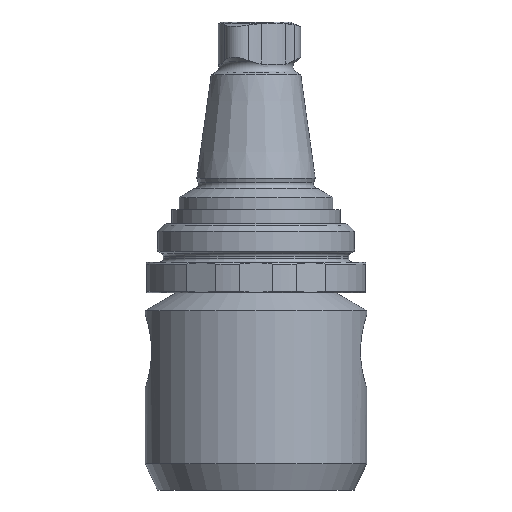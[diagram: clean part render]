
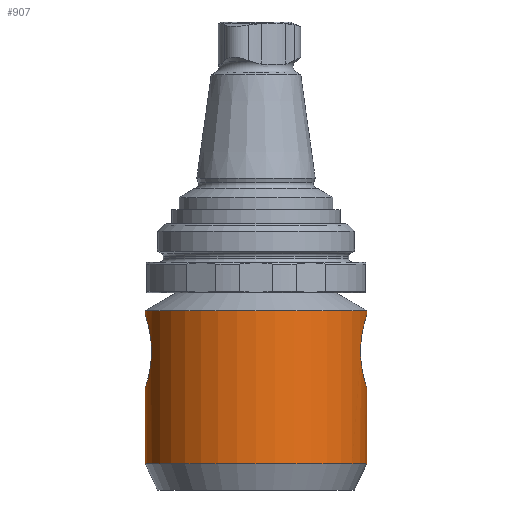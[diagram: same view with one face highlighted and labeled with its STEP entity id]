
A CAD part, front view. The second image highlights one B-rep face of the part: STEP entity #907.
In plain terms, the highlighted cylindrical face has radius 18 mm (diameter 36 mm), a full revolution.
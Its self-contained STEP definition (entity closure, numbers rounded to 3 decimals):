
#115=CIRCLE('',#988,18.);
#116=CIRCLE('',#989,18.);
#171=ORIENTED_EDGE('',*,*,#423,.F.);
#172=ORIENTED_EDGE('',*,*,#424,.T.);
#173=ORIENTED_EDGE('',*,*,#425,.F.);
#174=ORIENTED_EDGE('',*,*,#426,.T.);
#423=EDGE_CURVE('',#549,#549,#641,.T.);
#424=EDGE_CURVE('',#550,#550,#115,.T.);
#425=EDGE_CURVE('',#551,#551,#116,.T.);
#426=EDGE_CURVE('',#552,#552,#642,.T.);
#549=VERTEX_POINT('',#1407);
#550=VERTEX_POINT('',#1409);
#551=VERTEX_POINT('',#1411);
#552=VERTEX_POINT('',#1431);
#641=B_SPLINE_CURVE_WITH_KNOTS('',3,(#1388,#1389,#1390,#1391,#1392,#1393,
#1394,#1395,#1396,#1397,#1398,#1399,#1400,#1401,#1402,#1403,#1404,#1405,
#1406),.UNSPECIFIED.,.T.,.F.,(1,1,1,1,1,1,1,1,1,1,1,1,1,1,1,1,1,1,1,1,1,
1,1),(-0.007,-0.005,-0.002,0.,
0.002,0.005,0.007,0.009,
0.012,0.014,0.017,0.019,
0.021,0.024,0.026,0.028,
0.031,0.033,0.035,0.038,
0.04,0.043,0.045),.UNSPECIFIED.);
#642=B_SPLINE_CURVE_WITH_KNOTS('',3,(#1412,#1413,#1414,#1415,#1416,#1417,
#1418,#1419,#1420,#1421,#1422,#1423,#1424,#1425,#1426,#1427,#1428,#1429,
#1430),.UNSPECIFIED.,.T.,.F.,(1,1,1,1,1,1,1,1,1,1,1,1,1,1,1,1,1,1,1,1,1,
1,1),(-0.007,-0.005,-0.002,0.,
0.002,0.005,0.007,0.009,
0.012,0.014,0.017,0.019,
0.021,0.024,0.026,0.028,
0.031,0.033,0.035,0.038,
0.04,0.043,0.045),.UNSPECIFIED.);
#683=EDGE_LOOP('',(#171));
#684=EDGE_LOOP('',(#172));
#685=EDGE_LOOP('',(#173));
#686=EDGE_LOOP('',(#174));
#781=FACE_BOUND('',#683,.T.);
#782=FACE_BOUND('',#684,.T.);
#783=FACE_BOUND('',#685,.T.);
#784=FACE_BOUND('',#686,.T.);
#879=CYLINDRICAL_SURFACE('',#987,18.);
#907=ADVANCED_FACE('',(#781,#782,#783,#784),#879,.T.);
#987=AXIS2_PLACEMENT_3D('',#1387,#1112,#1113);
#988=AXIS2_PLACEMENT_3D('',#1408,#1114,#1115);
#989=AXIS2_PLACEMENT_3D('',#1410,#1116,#1117);
#1112=DIRECTION('',(0.,0.,-1.));
#1113=DIRECTION('',(0.,1.,0.));
#1114=DIRECTION('',(0.,0.,-1.));
#1115=DIRECTION('',(0.,1.,0.));
#1116=DIRECTION('',(0.,0.,-1.));
#1117=DIRECTION('',(0.,1.,0.));
#1387=CARTESIAN_POINT('',(0.,0.,-60.));
#1388=CARTESIAN_POINT('',(-17.89,2.374,-31.175));
#1389=CARTESIAN_POINT('',(-18.055,0.,-31.655));
#1390=CARTESIAN_POINT('',(-17.89,-2.374,-31.175));
#1391=CARTESIAN_POINT('',(-17.494,-4.353,-29.843));
#1392=CARTESIAN_POINT('',(-17.088,-5.68,-27.867));
#1393=CARTESIAN_POINT('',(-16.912,-6.159,-25.5));
#1394=CARTESIAN_POINT('',(-17.088,-5.683,-23.126));
#1395=CARTESIAN_POINT('',(-17.495,-4.35,-21.143));
#1396=CARTESIAN_POINT('',(-17.89,-2.371,-19.814));
#1397=CARTESIAN_POINT('',(-18.055,-0.003,-19.336));
#1398=CARTESIAN_POINT('',(-17.891,2.368,-19.812));
#1399=CARTESIAN_POINT('',(-17.495,4.351,-21.143));
#1400=CARTESIAN_POINT('',(-17.088,5.681,-23.124));
#1401=CARTESIAN_POINT('',(-16.912,6.159,-25.494));
#1402=CARTESIAN_POINT('',(-17.088,5.682,-27.865));
#1403=CARTESIAN_POINT('',(-17.494,4.352,-29.844));
#1404=CARTESIAN_POINT('',(-17.89,2.374,-31.175));
#1405=CARTESIAN_POINT('',(-18.055,0.,-31.655));
#1406=CARTESIAN_POINT('',(-17.89,-2.374,-31.175));
#1407=CARTESIAN_POINT('',(-18.,0.,-31.495));
#1408=CARTESIAN_POINT('',(0.,0.,-18.882));
#1409=CARTESIAN_POINT('',(0.,18.,-18.882));
#1410=CARTESIAN_POINT('',(0.,0.,-43.706));
#1411=CARTESIAN_POINT('',(0.,18.,-43.706));
#1412=CARTESIAN_POINT('',(17.889,2.375,-31.174));
#1413=CARTESIAN_POINT('',(18.055,0.,-31.661));
#1414=CARTESIAN_POINT('',(17.89,-2.374,-31.174));
#1415=CARTESIAN_POINT('',(17.495,-4.347,-29.832));
#1416=CARTESIAN_POINT('',(17.091,-5.672,-27.853));
#1417=CARTESIAN_POINT('',(16.912,-6.159,-25.489));
#1418=CARTESIAN_POINT('',(17.084,-5.692,-23.112));
#1419=CARTESIAN_POINT('',(17.493,-4.357,-21.127));
#1420=CARTESIAN_POINT('',(17.89,-2.371,-19.806));
#1421=CARTESIAN_POINT('',(18.055,-0.002,-19.334));
#1422=CARTESIAN_POINT('',(17.891,2.37,-19.805));
#1423=CARTESIAN_POINT('',(17.493,4.358,-21.128));
#1424=CARTESIAN_POINT('',(17.085,5.691,-23.11));
#1425=CARTESIAN_POINT('',(16.912,6.159,-25.483));
#1426=CARTESIAN_POINT('',(17.091,5.673,-27.853));
#1427=CARTESIAN_POINT('',(17.496,4.346,-29.833));
#1428=CARTESIAN_POINT('',(17.889,2.375,-31.174));
#1429=CARTESIAN_POINT('',(18.055,0.,-31.661));
#1430=CARTESIAN_POINT('',(17.89,-2.374,-31.174));
#1431=CARTESIAN_POINT('',(18.,0.,-31.498));
